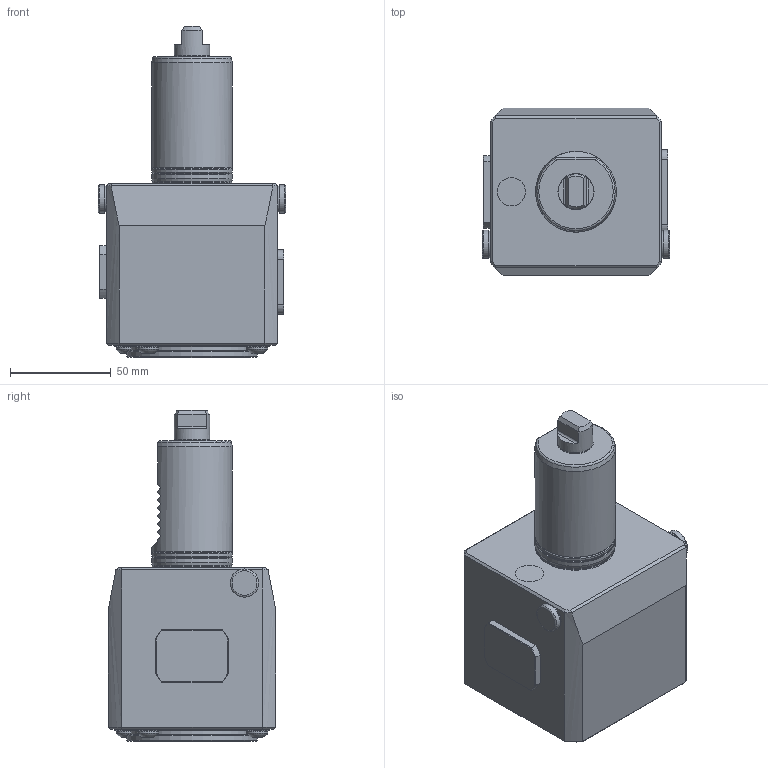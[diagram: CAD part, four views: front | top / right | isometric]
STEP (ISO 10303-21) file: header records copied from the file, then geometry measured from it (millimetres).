
FILE_DESCRIPTION(/* description */ ('Unknown'),/* implementation_level */ '2;1');
FILE_NAME(/* name */ 'C4_DNE_MZ40X_I_B_SIM',/* time_stamp */ '2023-06-28T08:09:13+02:00',/* author */ ('WTO KS'),/* organization */ ('WTO'),/* preprocessor_version */ 'ST-DEVELOPER v16.7',/* originating_system */ 'DEX',/* authorisation */ $);
FILE_SCHEMA (('AUTOMOTIVE_DESIGN {1 0 10303 214 3 1 1}'));
Length unit declared in the file: millimetre
Products named in the file (1): 119325_C4-DNE-MZ40X-I-B_vereinfacht_STP_00476321
Bounding box: 92.7 x 83 x 164 mm (x, y, z)
Surface area: 53545.8 mm2 (no closed solid volume)
Topology: 0 solids, 1 shells, 194 faces, 466 edges, 294 vertices
Faces by surface type: plane 89, cylinder 49, cone 41, torus 10, sphere 4, bspline 1
Full cylindrical faces by diameter (mm): 2.5 x1, 10.5 x4, 13.3 x2, 14 x3, 17.5 x1, 39.2 x1, 40 x3, 60 x1, 64.4 x1
Entity records: 5329 total; most frequent: CARTESIAN_POINT 1244, DIRECTION 863, ORIENTED_EDGE 766, EDGE_CURVE 383, AXIS2_PLACEMENT_3D 369, VERTEX_POINT 270, EDGE_LOOP 259, FACE_BOUND 259
